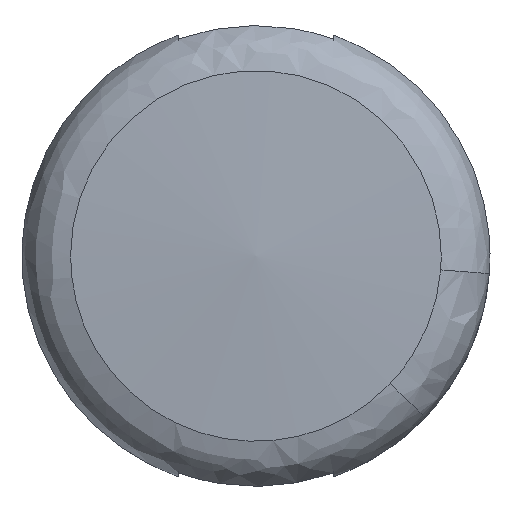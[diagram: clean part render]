
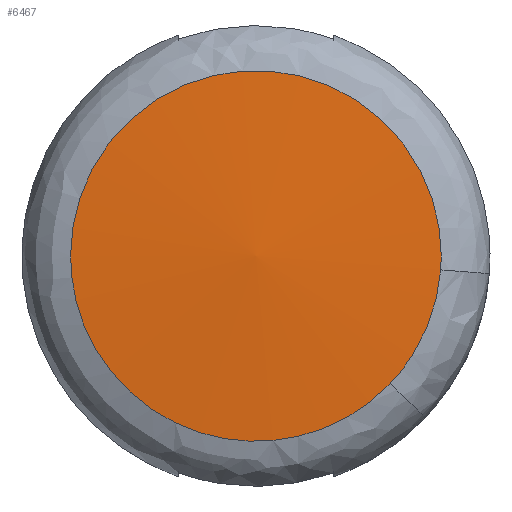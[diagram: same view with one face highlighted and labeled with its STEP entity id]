
A CAD part, top view. The second image highlights one B-rep face of the part: STEP entity #6467.
In plain terms, the highlighted free-form (B-spline) face has degree [2, 2] with [4, 4] control points.
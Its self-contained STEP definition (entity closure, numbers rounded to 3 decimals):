
#744=CARTESIAN_POINT('',(5.131,-0.388,-0.25));
#745=VERTEX_POINT('',#744);
#759=CARTESIAN_POINT('',(5.146,0.0,-0.25));
#760=VERTEX_POINT('',#759);
#761=CARTESIAN_POINT('',(5.146,0.0,-0.25));
#762=CARTESIAN_POINT('',(5.146,-0.194,-0.25));
#763=CARTESIAN_POINT('',(5.131,-0.388,-0.25));
#771=(BOUNDED_CURVE()B_SPLINE_CURVE(2,(#761,#762,#763),.UNSPECIFIED.,.F.,.U.)B_SPLINE_CURVE_WITH_KNOTS((3,3),(0.5,0.513),.UNSPECIFIED.)CURVE()GEOMETRIC_REPRESENTATION_ITEM()RATIONAL_B_SPLINE_CURVE((1.0,0.985,0.971))REPRESENTATION_ITEM(''));
#772=EDGE_CURVE('',#760,#745,#771,.T.);
#774=CARTESIAN_POINT('',(-5.146,0.0,-0.25));
#775=VERTEX_POINT('',#774);
#776=CARTESIAN_POINT('',(-5.146,0.0,-0.25));
#777=CARTESIAN_POINT('',(-5.146,5.146,-0.25));
#778=CARTESIAN_POINT('',(0.0,5.146,-0.25));
#779=CARTESIAN_POINT('',(5.146,5.146,-0.25));
#780=CARTESIAN_POINT('',(5.146,0.0,-0.25));
#788=(BOUNDED_CURVE()B_SPLINE_CURVE(2,(#776,#777,#778,#779,#780),.UNSPECIFIED.,.F.,.U.)B_SPLINE_CURVE_WITH_KNOTS((3,2,3),(0.0,0.25,0.5),.UNSPECIFIED.)CURVE()GEOMETRIC_REPRESENTATION_ITEM()RATIONAL_B_SPLINE_CURVE((1.0,0.707,1.0,0.707,1.0))REPRESENTATION_ITEM(''));
#789=EDGE_CURVE('',#775,#760,#788,.T.);
#791=CARTESIAN_POINT('',(3.725,-3.55,-0.25));
#792=VERTEX_POINT('',#791);
#793=CARTESIAN_POINT('',(3.725,-3.55,-0.25));
#794=CARTESIAN_POINT('',(2.204,-5.146,-0.25));
#795=CARTESIAN_POINT('',(0.0,-5.146,-0.25));
#796=CARTESIAN_POINT('',(-5.146,-5.146,-0.25));
#797=CARTESIAN_POINT('',(-5.146,0.0,-0.25));
#805=(BOUNDED_CURVE()B_SPLINE_CURVE(2,(#793,#794,#795,#796,#797),.UNSPECIFIED.,.F.,.U.)B_SPLINE_CURVE_WITH_KNOTS((3,2,3),(0.621,0.75,1.0),.UNSPECIFIED.)CURVE()GEOMETRIC_REPRESENTATION_ITEM()RATIONAL_B_SPLINE_CURVE((0.854,0.849,1.0,0.707,1.0))REPRESENTATION_ITEM(''));
#806=EDGE_CURVE('',#792,#775,#805,.T.);
#855=CARTESIAN_POINT('',(5.131,-0.388,-0.25));
#856=CARTESIAN_POINT('',(4.993,-2.22,-0.25));
#857=CARTESIAN_POINT('',(3.725,-3.55,-0.25));
#865=(BOUNDED_CURVE()B_SPLINE_CURVE(2,(#855,#856,#857),.UNSPECIFIED.,.F.,.U.)B_SPLINE_CURVE_WITH_KNOTS((3,3),(0.513,0.621),.UNSPECIFIED.)CURVE()GEOMETRIC_REPRESENTATION_ITEM()RATIONAL_B_SPLINE_CURVE((0.971,0.857,0.854))REPRESENTATION_ITEM(''));
#866=EDGE_CURVE('',#745,#792,#865,.T.);
#6437=CARTESIAN_POINT('',(-5.641,-5.64,-0.604));
#6438=CARTESIAN_POINT('',(-2.828,-5.656,-0.303));
#6439=CARTESIAN_POINT('',(2.828,-5.656,-0.303));
#6440=CARTESIAN_POINT('',(5.641,-5.64,-0.604));
#6441=CARTESIAN_POINT('',(-5.657,-2.828,-0.303));
#6442=CARTESIAN_POINT('',(-2.837,-2.836,0.));
#6443=CARTESIAN_POINT('',(2.837,-2.836,0.));
#6444=CARTESIAN_POINT('',(5.657,-2.828,-0.303));
#6445=CARTESIAN_POINT('',(-5.657,2.828,-0.303));
#6446=CARTESIAN_POINT('',(-2.837,2.837,0.));
#6447=CARTESIAN_POINT('',(2.837,2.837,0.));
#6448=CARTESIAN_POINT('',(5.657,2.828,-0.303));
#6449=CARTESIAN_POINT('',(-5.641,5.641,-0.604));
#6450=CARTESIAN_POINT('',(-2.828,5.657,-0.303));
#6451=CARTESIAN_POINT('',(2.828,5.657,-0.303));
#6452=CARTESIAN_POINT('',(5.641,5.641,-0.604));
#6460=(BOUNDED_SURFACE()B_SPLINE_SURFACE(2,2,((#6437,#6441,#6445,#6449),(#6438,#6442,#6446,#6450),(#6439,#6443,#6447,#6451),(#6440,#6444,#6448,#6452)),.UNSPECIFIED.,.F.,.F.,.U.)B_SPLINE_SURFACE_WITH_KNOTS((3,1,3),(3,1,3),(18.135,23.663,29.191),(18.136,23.663,29.191),.UNSPECIFIED.)GEOMETRIC_REPRESENTATION_ITEM()RATIONAL_B_SPLINE_SURFACE(((1.006,1.003,1.003,1.006),(1.003,1.0,1.0,1.003),(1.003,1.0,1.0,1.003),(1.006,1.003,1.003,1.006)))REPRESENTATION_ITEM('')SURFACE());
#6461=ORIENTED_EDGE('',*,*,#806,.T.);
#6462=ORIENTED_EDGE('',*,*,#789,.T.);
#6463=ORIENTED_EDGE('',*,*,#772,.T.);
#6464=ORIENTED_EDGE('',*,*,#866,.T.);
#6465=EDGE_LOOP('',(#6461,#6462,#6463,#6464));
#6466=FACE_OUTER_BOUND('',#6465,.T.);
#6467=ADVANCED_FACE('',(#6466),#6460,.F.);
